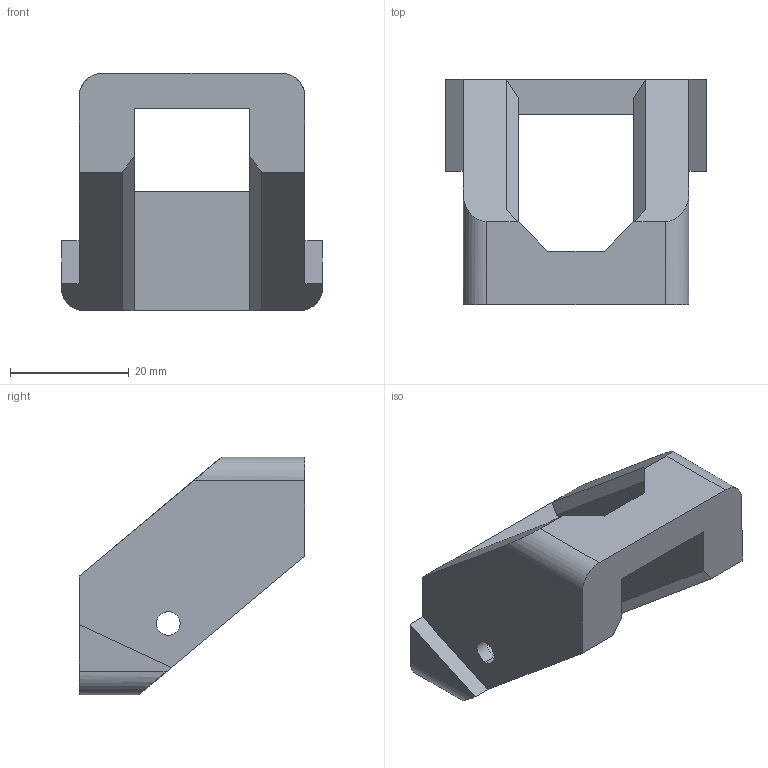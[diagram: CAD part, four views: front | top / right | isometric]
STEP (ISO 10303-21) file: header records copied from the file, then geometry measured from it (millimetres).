
FILE_DESCRIPTION (( 'STEP AP214' ), '1' );
FILE_NAME ('OA-Y30-P08-00.STEP', '2018-10-01T18:13:18', ( '' ), ( '' ), 'SwSTEP 2.0', 'SolidWorks 2014', '' );
FILE_SCHEMA (( 'AUTOMOTIVE_DESIGN' ));
Length unit declared in the file: millimetre
Products named in the file (1): OA-Y30-P08-00
Bounding box: 44 x 38 x 40 mm (x, y, z)
Volume: 20770 mm3; surface area: 7805.4 mm2
Topology: 1 solids, 1 shells, 48 faces, 136 edges, 90 vertices
Faces by surface type: plane 40, cylinder 8
Entity records: 1582 total; most frequent: CARTESIAN_POINT 287, ORIENTED_EDGE 272, DIRECTION 242, EDGE_CURVE 136, LINE 120, VECTOR 120, VERTEX_POINT 90, AXIS2_PLACEMENT_3D 61
